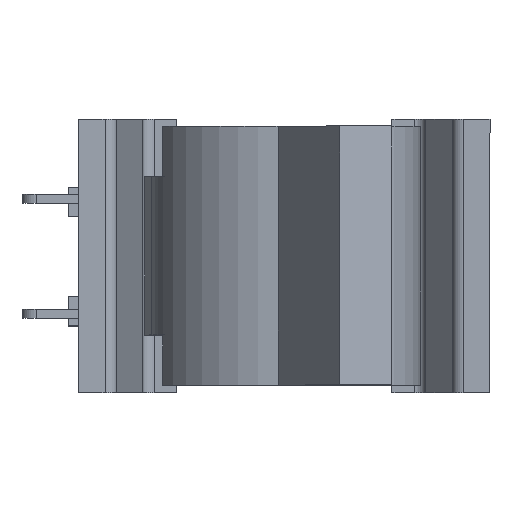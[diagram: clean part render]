
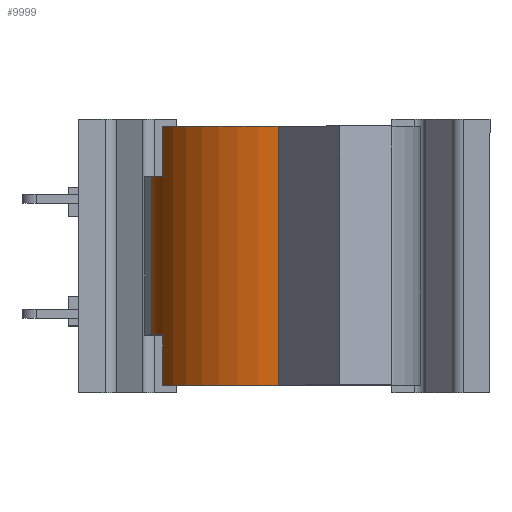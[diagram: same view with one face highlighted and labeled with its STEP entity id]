
A CAD part, top view. The second image highlights one B-rep face of the part: STEP entity #9999.
In plain terms, the highlighted cylindrical face has radius 6 mm (diameter 12 mm), a partial arc.
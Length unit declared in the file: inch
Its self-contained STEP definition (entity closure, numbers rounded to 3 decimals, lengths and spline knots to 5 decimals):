
#174=CYLINDRICAL_SURFACE('',#10782,0.23622);
#358=CIRCLE('',#10776,0.23622);
#363=CIRCLE('',#10783,0.23622);
#364=CIRCLE('',#10784,0.23622);
#365=CIRCLE('',#10785,0.23622);
#855=FACE_OUTER_BOUND('',#1432,.T.);
#1432=EDGE_LOOP('',(#8458,#8459,#8460,#8461,#8462,#8463,#8464,#8465));
#2492=LINE('',#16041,#3678);
#2500=LINE('',#16066,#3686);
#2501=LINE('',#16070,#3687);
#2502=LINE('',#16074,#3688);
#3678=VECTOR('',#13124,0.3937);
#3686=VECTOR('',#13148,0.3937);
#3687=VECTOR('',#13151,0.3937);
#3688=VECTOR('',#13154,0.3937);
#4669=VERTEX_POINT('',#16038);
#4670=VERTEX_POINT('',#16040);
#4671=VERTEX_POINT('',#16044);
#4679=VERTEX_POINT('',#16065);
#4680=VERTEX_POINT('',#16067);
#4681=VERTEX_POINT('',#16069);
#4682=VERTEX_POINT('',#16071);
#4683=VERTEX_POINT('',#16073);
#5972=EDGE_CURVE('',#4670,#4669,#2492,.T.);
#5975=EDGE_CURVE('',#4669,#4671,#358,.T.);
#5985=EDGE_CURVE('',#4671,#4679,#2500,.T.);
#5986=EDGE_CURVE('',#4679,#4680,#363,.T.);
#5987=EDGE_CURVE('',#4680,#4681,#2501,.T.);
#5988=EDGE_CURVE('',#4681,#4682,#364,.T.);
#5989=EDGE_CURVE('',#4683,#4682,#2502,.T.);
#5990=EDGE_CURVE('',#4683,#4670,#365,.T.);
#8458=ORIENTED_EDGE('',*,*,#5972,.T.);
#8459=ORIENTED_EDGE('',*,*,#5975,.T.);
#8460=ORIENTED_EDGE('',*,*,#5985,.T.);
#8461=ORIENTED_EDGE('',*,*,#5986,.T.);
#8462=ORIENTED_EDGE('',*,*,#5987,.T.);
#8463=ORIENTED_EDGE('',*,*,#5988,.T.);
#8464=ORIENTED_EDGE('',*,*,#5989,.F.);
#8465=ORIENTED_EDGE('',*,*,#5990,.T.);
#9999=ADVANCED_FACE('',(#855),#174,.T.);
#10776=AXIS2_PLACEMENT_3D('',#16046,#13129,#13130);
#10782=AXIS2_PLACEMENT_3D('',#16064,#13146,#13147);
#10783=AXIS2_PLACEMENT_3D('',#16068,#13149,#13150);
#10784=AXIS2_PLACEMENT_3D('',#16072,#13152,#13153);
#10785=AXIS2_PLACEMENT_3D('',#16075,#13155,#13156);
#13124=DIRECTION('',(0.,-1.,0.));
#13129=DIRECTION('center_axis',(0.,-1.,0.));
#13130=DIRECTION('ref_axis',(-0.047,0.,
0.999));
#13146=DIRECTION('center_axis',(0.,-1.,0.));
#13147=DIRECTION('ref_axis',(-0.047,0.,
0.999));
#13148=DIRECTION('',(0.,-1.,0.));
#13149=DIRECTION('center_axis',(0.,1.,0.));
#13150=DIRECTION('ref_axis',(-0.047,0.,
0.999));
#13151=DIRECTION('',(0.,-1.,0.));
#13152=DIRECTION('center_axis',(0.,1.,0.));
#13153=DIRECTION('ref_axis',(-0.047,0.,
0.999));
#13154=DIRECTION('',(0.,-1.,0.));
#13155=DIRECTION('center_axis',(0.,-1.,0.));
#13156=DIRECTION('ref_axis',(-0.047,0.,
0.999));
#16038=CARTESIAN_POINT('',(-0.21161,0.1374,0.65813));
#16040=CARTESIAN_POINT('',(-0.21161,0.225,0.65813));
#16041=CARTESIAN_POINT('',(-0.21161,0.,0.65813));
#16044=CARTESIAN_POINT('',(-0.23062,0.1374,0.60428));
#16046=CARTESIAN_POINT('Origin',(0.,0.1374,
0.55315));
#16064=CARTESIAN_POINT('Origin',(0.,0.,
0.55315));
#16065=CARTESIAN_POINT('',(-0.23062,-0.1374,0.60428));
#16066=CARTESIAN_POINT('',(-0.23062,0.,0.60428));
#16067=CARTESIAN_POINT('',(-0.21161,-0.1374,0.65813));
#16068=CARTESIAN_POINT('Origin',(0.,-0.1374,
0.55315));
#16069=CARTESIAN_POINT('',(-0.21161,-0.225,0.65813));
#16070=CARTESIAN_POINT('',(-0.21161,0.,0.65813));
#16071=CARTESIAN_POINT('',(-0.011,-0.225,0.78911));
#16072=CARTESIAN_POINT('Origin',(0.,-0.225,0.55315));
#16073=CARTESIAN_POINT('',(-0.011,0.225,0.78911));
#16074=CARTESIAN_POINT('',(-0.011,0.,0.78911));
#16075=CARTESIAN_POINT('Origin',(0.,0.225,0.55315));
